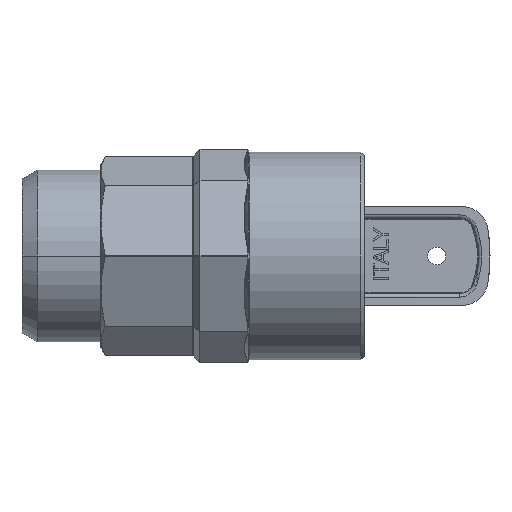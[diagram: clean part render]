
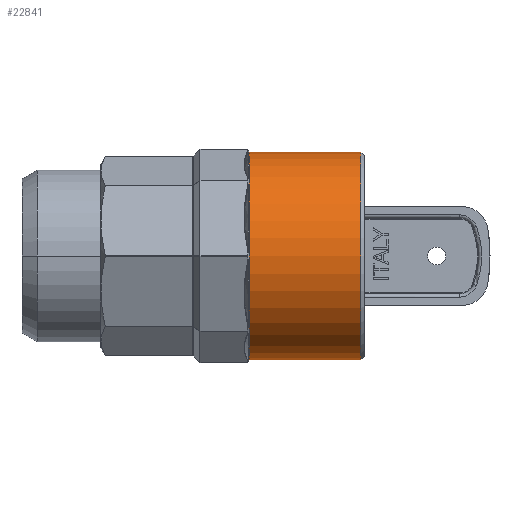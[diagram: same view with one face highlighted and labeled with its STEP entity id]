
A CAD part, front view. The second image highlights one B-rep face of the part: STEP entity #22841.
In plain terms, the highlighted cylindrical face has radius 15.75 mm (diameter 31.5 mm), a partial arc.
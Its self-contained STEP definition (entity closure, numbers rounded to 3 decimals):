
#1897 = AXIS2_PLACEMENT_3D ( 'NONE', #16679, #16680, #16682 ) ;
#1904 = AXIS2_PLACEMENT_3D ( 'NONE', #16747, #16749, #16750 ) ;
#7434 = LINE ( 'NONE', #11636, #7439 ) ;
#7439 = VECTOR ( 'NONE', #11630, 1000. ) ;
#10233 = CARTESIAN_POINT ( 'NONE',  ( 30., 0., 15.75 ) ) ;
#10241 = CARTESIAN_POINT ( 'NONE',  ( 13., 0., -15.75 ) ) ;
#10242 = CARTESIAN_POINT ( 'NONE',  ( 13., 0., 15.75 ) ) ;
#10313 = CARTESIAN_POINT ( 'NONE',  ( 30., 0., -15.75 ) ) ;
#11630 = DIRECTION ( 'NONE',  ( 1., 0., 0. ) ) ;
#11636 = CARTESIAN_POINT ( 'NONE',  ( 30.5, 0., 15.75 ) ) ;
#13304 = LINE ( 'NONE', #15362, #13317 ) ;
#13317 = VECTOR ( 'NONE', #15347, 1000. ) ;
#15347 = DIRECTION ( 'NONE',  ( 1., 0., 0. ) ) ;
#15362 = CARTESIAN_POINT ( 'NONE',  ( 30.5, 0., -15.75 ) ) ;
#16679 = CARTESIAN_POINT ( 'NONE',  ( 30., 0., 0. ) ) ;
#16680 = DIRECTION ( 'NONE',  ( -1., 0., 0. ) ) ;
#16682 = DIRECTION ( 'NONE',  ( 0., 0., 1. ) ) ;
#16747 = CARTESIAN_POINT ( 'NONE',  ( 13., 0., 0. ) ) ;
#16749 = DIRECTION ( 'NONE',  ( 1., 0., 0. ) ) ;
#16750 = DIRECTION ( 'NONE',  ( 0., 0., -1. ) ) ;
#17172 = CIRCLE ( 'NONE', #1897, 15.75 ) ;
#17188 = CIRCLE ( 'NONE', #1904, 15.75 ) ;
#22841 = ADVANCED_FACE ( 'NONE', ( #39939 ), #39947, .T. ) ;
#24498 = EDGE_LOOP ( 'NONE', ( #38658, #39238, #38654, #38651 ) ) ;
#27305 = VERTEX_POINT ( 'NONE', #10233 ) ;
#27353 = VERTEX_POINT ( 'NONE', #10241 ) ;
#27354 = VERTEX_POINT ( 'NONE', #10242 ) ;
#27430 = VERTEX_POINT ( 'NONE', #10313 ) ;
#34518 = AXIS2_PLACEMENT_3D ( 'NONE', #37920, #37921, #37929 ) ;
#37920 = CARTESIAN_POINT ( 'NONE',  ( 30.5, 0., 0. ) ) ;
#37921 = DIRECTION ( 'NONE',  ( 1., 0., 0. ) ) ;
#37929 = DIRECTION ( 'NONE',  ( 0., 0., -1. ) ) ;
#38651 = ORIENTED_EDGE ( 'NONE', *, *, #42972, .T. ) ;
#38654 = ORIENTED_EDGE ( 'NONE', *, *, #42635, .T. ) ;
#38658 = ORIENTED_EDGE ( 'NONE', *, *, #42057, .F. ) ;
#39238 = ORIENTED_EDGE ( 'NONE', *, *, #42984, .T. ) ;
#39939 = FACE_OUTER_BOUND ( 'NONE', #24498, .T. ) ;
#39947 = CYLINDRICAL_SURFACE ( 'NONE', #34518, 15.75 ) ;
#42057 = EDGE_CURVE ( 'NONE', #27354, #27305, #7434, .T. ) ;
#42635 = EDGE_CURVE ( 'NONE', #27353, #27430, #13304, .T. ) ;
#42972 = EDGE_CURVE ( 'NONE', #27430, #27305, #17172, .T. ) ;
#42984 = EDGE_CURVE ( 'NONE', #27354, #27353, #17188, .T. ) ;
